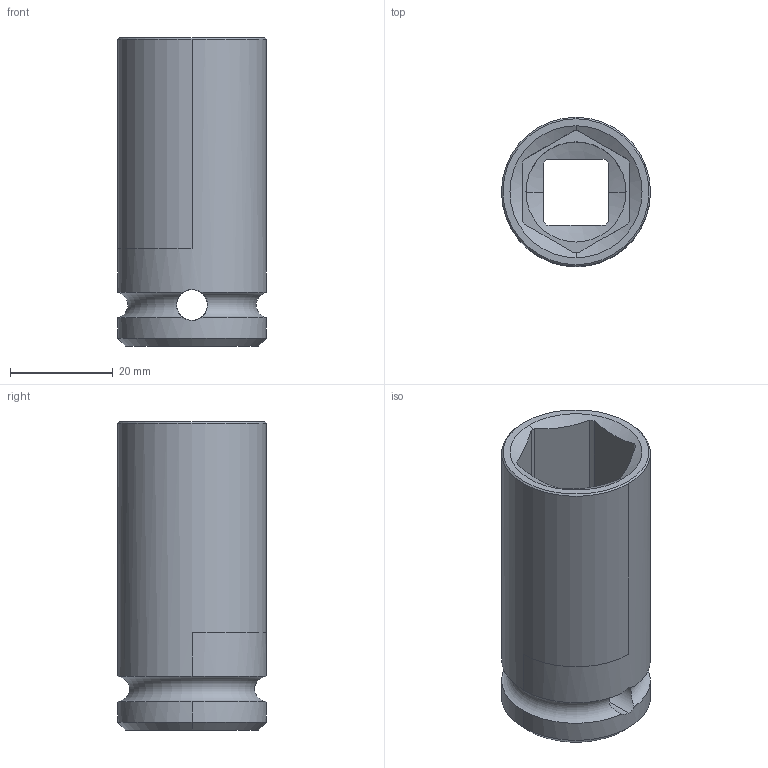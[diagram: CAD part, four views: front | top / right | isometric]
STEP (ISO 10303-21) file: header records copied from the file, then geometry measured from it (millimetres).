
FILE_DESCRIPTION((''),'2;1');
FILE_NAME('4027130221','2023-08-22T09:48:27',('A00565553'),(''),'CREO PARAMETRIC BY PTC INC, 2022414','CREO PARAMETRIC BY PTC INC, 2022414','');
FILE_SCHEMA(('CONFIG_CONTROL_DESIGN','GEOMETRIC_VALIDATION_PROPERTIES_MIM'));
Length unit declared in the file: millimetre
Products named in the file (1): 4027130221
Bounding box: 29 x 29 x 60 mm (x, y, z)
Volume: 20851.5 mm3; surface area: 10195.6 mm2
Topology: 1 solids, 1 shells, 53 faces, 149 edges, 96 vertices
Faces by surface type: cylinder 21, plane 18, cone 12, torus 2
Entity records: 2067 total; most frequent: CARTESIAN_POINT 600, ORIENTED_EDGE 298, DIRECTION 270, EDGE_CURVE 149, AXIS2_PLACEMENT_3D 107, VERTEX_POINT 96, EDGE_LOOP 57, VECTOR 56
